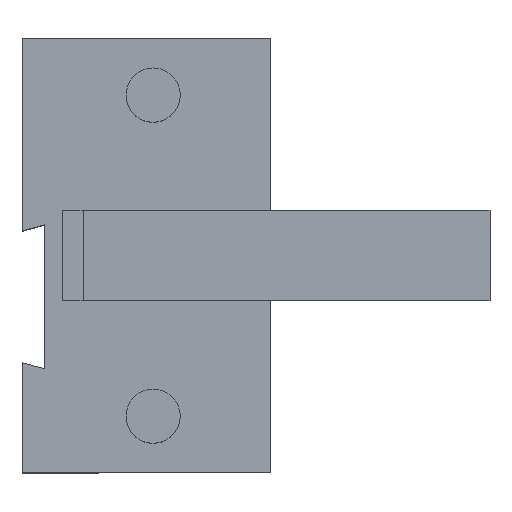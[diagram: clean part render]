
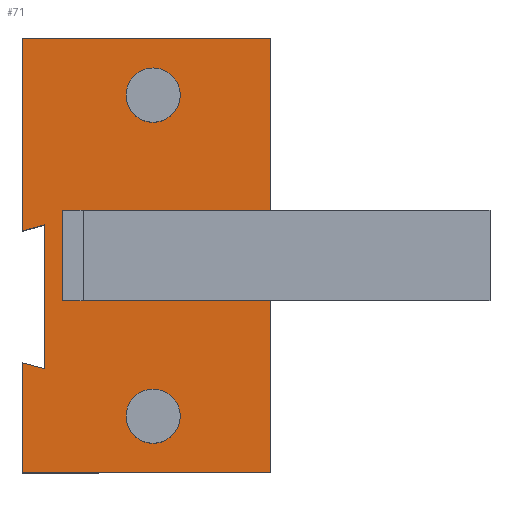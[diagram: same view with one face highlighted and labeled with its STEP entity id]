
A CAD part, top view. The second image highlights one B-rep face of the part: STEP entity #71.
In plain terms, the highlighted planar face has unit normal (0, 0, 1).
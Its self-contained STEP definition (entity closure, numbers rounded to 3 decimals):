
#41=FACE_BOUND('',#157,.T.);
#42=FACE_BOUND('',#158,.T.);
#43=FACE_BOUND('',#159,.T.);
#44=FACE_BOUND('',#160,.T.);
#58=CIRCLE('',#631,6.);
#59=CIRCLE('',#632,6.);
#71=ADVANCED_FACE('',(#41,#42,#43,#44),#104,.T.);
#104=PLANE('',#633);
#157=EDGE_LOOP('',(#207,#208,#209,#210));
#158=EDGE_LOOP('',(#211));
#159=EDGE_LOOP('',(#212));
#160=EDGE_LOOP('',(#213,#214,#215,#216,#217,#218,#219,#220));
#207=ORIENTED_EDGE('',*,*,#406,.F.);
#208=ORIENTED_EDGE('',*,*,#407,.T.);
#209=ORIENTED_EDGE('',*,*,#408,.F.);
#210=ORIENTED_EDGE('',*,*,#409,.F.);
#211=ORIENTED_EDGE('',*,*,#410,.F.);
#212=ORIENTED_EDGE('',*,*,#411,.F.);
#213=ORIENTED_EDGE('',*,*,#412,.F.);
#214=ORIENTED_EDGE('',*,*,#413,.T.);
#215=ORIENTED_EDGE('',*,*,#401,.T.);
#216=ORIENTED_EDGE('',*,*,#398,.T.);
#217=ORIENTED_EDGE('',*,*,#414,.F.);
#218=ORIENTED_EDGE('',*,*,#415,.F.);
#219=ORIENTED_EDGE('',*,*,#416,.T.);
#220=ORIENTED_EDGE('',*,*,#417,.T.);
#346=VERTEX_POINT('',#842);
#347=VERTEX_POINT('',#844);
#349=VERTEX_POINT('',#850);
#353=VERTEX_POINT('',#860);
#354=VERTEX_POINT('',#861);
#355=VERTEX_POINT('',#863);
#356=VERTEX_POINT('',#865);
#357=VERTEX_POINT('',#868);
#358=VERTEX_POINT('',#870);
#359=VERTEX_POINT('',#872);
#360=VERTEX_POINT('',#873);
#361=VERTEX_POINT('',#876);
#362=VERTEX_POINT('',#878);
#363=VERTEX_POINT('',#880);
#398=EDGE_CURVE('',#347,#346,#472,.T.);
#401=EDGE_CURVE('',#349,#347,#475,.T.);
#406=EDGE_CURVE('',#353,#354,#479,.T.);
#407=EDGE_CURVE('',#353,#355,#480,.T.);
#408=EDGE_CURVE('',#356,#355,#481,.T.);
#409=EDGE_CURVE('',#354,#356,#482,.T.);
#410=EDGE_CURVE('',#357,#357,#58,.T.);
#411=EDGE_CURVE('',#358,#358,#59,.T.);
#412=EDGE_CURVE('',#359,#360,#483,.T.);
#413=EDGE_CURVE('',#359,#349,#484,.T.);
#414=EDGE_CURVE('',#361,#346,#485,.T.);
#415=EDGE_CURVE('',#362,#361,#486,.T.);
#416=EDGE_CURVE('',#362,#363,#487,.T.);
#417=EDGE_CURVE('',#363,#360,#488,.T.);
#472=LINE('',#843,#534);
#475=LINE('',#849,#537);
#479=LINE('',#859,#541);
#480=LINE('',#862,#542);
#481=LINE('',#864,#543);
#482=LINE('',#866,#544);
#483=LINE('',#871,#545);
#484=LINE('',#874,#546);
#485=LINE('',#875,#547);
#486=LINE('',#877,#548);
#487=LINE('',#879,#549);
#488=LINE('',#881,#550);
#534=VECTOR('',#682,1.);
#537=VECTOR('',#687,1.);
#541=VECTOR('',#695,1.);
#542=VECTOR('',#696,1.);
#543=VECTOR('',#697,1.);
#544=VECTOR('',#698,1.);
#545=VECTOR('',#703,1.);
#546=VECTOR('',#704,1.);
#547=VECTOR('',#705,1.);
#548=VECTOR('',#706,1.);
#549=VECTOR('',#707,1.);
#550=VECTOR('',#708,1.);
#631=AXIS2_PLACEMENT_3D('',#867,#699,#700);
#632=AXIS2_PLACEMENT_3D('',#869,#701,#702);
#633=AXIS2_PLACEMENT_3D('',#882,#709,#710);
#682=DIRECTION('',(-0.966,0.259,0.));
#687=DIRECTION('',(0.,-1.,0.));
#695=DIRECTION('',(0.,1.,0.));
#696=DIRECTION('',(-1.,0.,0.));
#697=DIRECTION('',(0.,-1.,0.));
#698=DIRECTION('',(-1.,0.,0.));
#699=DIRECTION('',(0.,0.,1.));
#700=DIRECTION('',(1.,0.,0.));
#701=DIRECTION('',(0.,0.,1.));
#702=DIRECTION('',(1.,0.,0.));
#703=DIRECTION('',(0.,1.,0.));
#704=DIRECTION('',(0.966,0.259,0.));
#705=DIRECTION('',(0.,1.,0.));
#706=DIRECTION('',(-1.,0.,0.));
#707=DIRECTION('',(0.,1.,0.));
#708=DIRECTION('',(-1.,0.,0.));
#709=DIRECTION('',(0.,0.,1.));
#710=DIRECTION('',(0.,-1.,0.));
#842=CARTESIAN_POINT('',(-13.5,-23.66,0.));
#843=CARTESIAN_POINT('',(-13.5,-23.66,0.));
#844=CARTESIAN_POINT('',(-8.5,-25.,0.));
#849=CARTESIAN_POINT('',(-8.5,-25.,0.));
#850=CARTESIAN_POINT('',(-8.5,6.84,0.));
#859=CARTESIAN_POINT('',(30.,-48.,0.));
#860=CARTESIAN_POINT('',(30.,-10.,0.));
#861=CARTESIAN_POINT('',(30.,10.,0.));
#862=CARTESIAN_POINT('',(41.5,-10.,0.));
#863=CARTESIAN_POINT('',(-4.5,-10.,0.));
#864=CARTESIAN_POINT('',(-4.5,-48.,0.));
#865=CARTESIAN_POINT('',(-4.5,10.,0.));
#866=CARTESIAN_POINT('',(41.5,10.,0.));
#867=CARTESIAN_POINT('',(15.5,35.5,0.));
#868=CARTESIAN_POINT('',(21.5,35.5,0.));
#869=CARTESIAN_POINT('',(15.5,-35.5,0.));
#870=CARTESIAN_POINT('',(21.5,-35.5,0.));
#871=CARTESIAN_POINT('',(-13.5,-48.,0.));
#872=CARTESIAN_POINT('',(-13.5,5.5,0.));
#873=CARTESIAN_POINT('',(-13.5,48.,0.));
#874=CARTESIAN_POINT('',(-13.5,5.5,0.));
#875=CARTESIAN_POINT('',(-13.5,-48.,0.));
#876=CARTESIAN_POINT('',(-13.5,-48.,0.));
#877=CARTESIAN_POINT('',(41.5,-48.,0.));
#878=CARTESIAN_POINT('',(41.5,-48.,0.));
#879=CARTESIAN_POINT('',(41.5,-48.,0.));
#880=CARTESIAN_POINT('',(41.5,48.,0.));
#881=CARTESIAN_POINT('',(41.5,48.,0.));
#882=CARTESIAN_POINT('',(41.5,-48.,0.));
